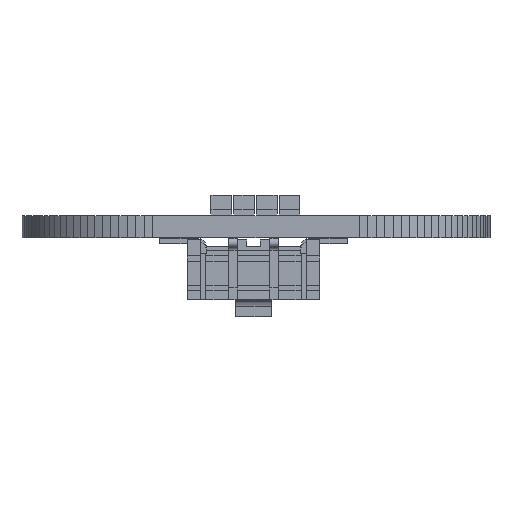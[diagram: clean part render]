
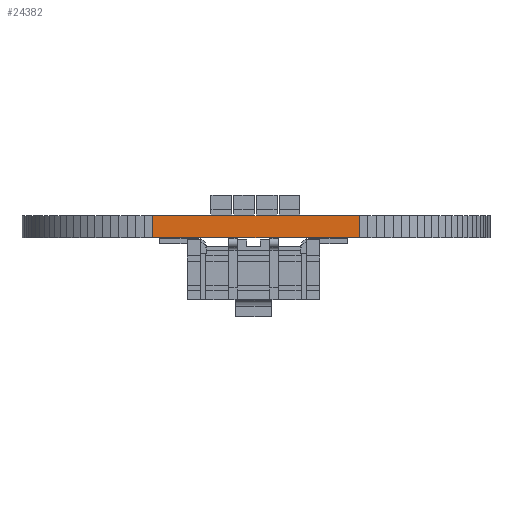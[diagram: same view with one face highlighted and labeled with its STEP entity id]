
A CAD part, front view. The second image highlights one B-rep face of the part: STEP entity #24382.
In plain terms, the highlighted planar face has unit normal (0, -1, 0).
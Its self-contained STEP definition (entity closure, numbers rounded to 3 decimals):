
#16735 = PLANE('',#16736);
#16736 = AXIS2_PLACEMENT_3D('',#16737,#16738,#16739);
#16737 = CARTESIAN_POINT('',(52.,-43.5,1.6));
#16738 = DIRECTION('',(-0.,-0.,-1.));
#16739 = DIRECTION('',(-1.,0.,0.));
#16789 = PLANE('',#16790);
#16790 = AXIS2_PLACEMENT_3D('',#16791,#16792,#16793);
#16791 = CARTESIAN_POINT('',(52.,-43.5,0.));
#16792 = DIRECTION('',(-0.,-0.,-1.));
#16793 = DIRECTION('',(-1.,0.,0.));
#18186 = VERTEX_POINT('',#18187);
#18187 = CARTESIAN_POINT('',(59.5,-53.,0.));
#18201 = PLANE('',#18202);
#18202 = AXIS2_PLACEMENT_3D('',#18203,#18204,#18205);
#18203 = CARTESIAN_POINT('',(60.121,-52.98,0.));
#18204 = DIRECTION('',(0.033,-0.999,0.));
#18205 = DIRECTION('',(-0.999,-0.033,0.));
#18213 = EDGE_CURVE('',#18186,#18214,#18216,.T.);
#18214 = VERTEX_POINT('',#18215);
#18215 = CARTESIAN_POINT('',(44.5,-53.,0.));
#18216 = SURFACE_CURVE('',#18217,(#18221,#18228),.PCURVE_S1.);
#18217 = LINE('',#18218,#18219);
#18218 = CARTESIAN_POINT('',(59.5,-53.,0.));
#18219 = VECTOR('',#18220,1.);
#18220 = DIRECTION('',(-1.,0.,0.));
#18221 = PCURVE('',#16789,#18222);
#18222 = DEFINITIONAL_REPRESENTATION('',(#18223),#18227);
#18223 = LINE('',#18224,#18225);
#18224 = CARTESIAN_POINT('',(-7.5,-9.5));
#18225 = VECTOR('',#18226,1.);
#18226 = DIRECTION('',(1.,0.));
#18227 = ( GEOMETRIC_REPRESENTATION_CONTEXT(2) 
PARAMETRIC_REPRESENTATION_CONTEXT() REPRESENTATION_CONTEXT('2D SPACE',''
  ) );
#18228 = PCURVE('',#18229,#18234);
#18229 = PLANE('',#18230);
#18230 = AXIS2_PLACEMENT_3D('',#18231,#18232,#18233);
#18231 = CARTESIAN_POINT('',(59.5,-53.,0.));
#18232 = DIRECTION('',(0.,-1.,0.));
#18233 = DIRECTION('',(-1.,0.,0.));
#18234 = DEFINITIONAL_REPRESENTATION('',(#18235),#18239);
#18235 = LINE('',#18236,#18237);
#18236 = CARTESIAN_POINT('',(0.,-0.));
#18237 = VECTOR('',#18238,1.);
#18238 = DIRECTION('',(1.,0.));
#18239 = ( GEOMETRIC_REPRESENTATION_CONTEXT(2) 
PARAMETRIC_REPRESENTATION_CONTEXT() REPRESENTATION_CONTEXT('2D SPACE',''
  ) );
#18257 = PLANE('',#18258);
#18258 = AXIS2_PLACEMENT_3D('',#18259,#18260,#18261);
#18259 = CARTESIAN_POINT('',(44.5,-53.,0.));
#18260 = DIRECTION('',(-0.033,-0.999,0.));
#18261 = DIRECTION('',(-0.999,0.033,0.));
#20695 = VERTEX_POINT('',#20696);
#20696 = CARTESIAN_POINT('',(59.5,-53.,1.6));
#20717 = EDGE_CURVE('',#20695,#20718,#20720,.T.);
#20718 = VERTEX_POINT('',#20719);
#20719 = CARTESIAN_POINT('',(44.5,-53.,1.6));
#20720 = SURFACE_CURVE('',#20721,(#20725,#20732),.PCURVE_S1.);
#20721 = LINE('',#20722,#20723);
#20722 = CARTESIAN_POINT('',(59.5,-53.,1.6));
#20723 = VECTOR('',#20724,1.);
#20724 = DIRECTION('',(-1.,0.,0.));
#20725 = PCURVE('',#16735,#20726);
#20726 = DEFINITIONAL_REPRESENTATION('',(#20727),#20731);
#20727 = LINE('',#20728,#20729);
#20728 = CARTESIAN_POINT('',(-7.5,-9.5));
#20729 = VECTOR('',#20730,1.);
#20730 = DIRECTION('',(1.,0.));
#20731 = ( GEOMETRIC_REPRESENTATION_CONTEXT(2) 
PARAMETRIC_REPRESENTATION_CONTEXT() REPRESENTATION_CONTEXT('2D SPACE',''
  ) );
#20732 = PCURVE('',#18229,#20733);
#20733 = DEFINITIONAL_REPRESENTATION('',(#20734),#20738);
#20734 = LINE('',#20735,#20736);
#20735 = CARTESIAN_POINT('',(0.,-1.6));
#20736 = VECTOR('',#20737,1.);
#20737 = DIRECTION('',(1.,0.));
#20738 = ( GEOMETRIC_REPRESENTATION_CONTEXT(2) 
PARAMETRIC_REPRESENTATION_CONTEXT() REPRESENTATION_CONTEXT('2D SPACE',''
  ) );
#24334 = EDGE_CURVE('',#18186,#20695,#24335,.T.);
#24335 = SURFACE_CURVE('',#24336,(#24340,#24347),.PCURVE_S1.);
#24336 = LINE('',#24337,#24338);
#24337 = CARTESIAN_POINT('',(59.5,-53.,0.));
#24338 = VECTOR('',#24339,1.);
#24339 = DIRECTION('',(0.,0.,1.));
#24340 = PCURVE('',#18201,#24341);
#24341 = DEFINITIONAL_REPRESENTATION('',(#24342),#24346);
#24342 = LINE('',#24343,#24344);
#24343 = CARTESIAN_POINT('',(0.622,0.));
#24344 = VECTOR('',#24345,1.);
#24345 = DIRECTION('',(0.,-1.));
#24346 = ( GEOMETRIC_REPRESENTATION_CONTEXT(2) 
PARAMETRIC_REPRESENTATION_CONTEXT() REPRESENTATION_CONTEXT('2D SPACE',''
  ) );
#24347 = PCURVE('',#18229,#24348);
#24348 = DEFINITIONAL_REPRESENTATION('',(#24349),#24353);
#24349 = LINE('',#24350,#24351);
#24350 = CARTESIAN_POINT('',(0.,-0.));
#24351 = VECTOR('',#24352,1.);
#24352 = DIRECTION('',(0.,-1.));
#24353 = ( GEOMETRIC_REPRESENTATION_CONTEXT(2) 
PARAMETRIC_REPRESENTATION_CONTEXT() REPRESENTATION_CONTEXT('2D SPACE',''
  ) );
#24382 = ADVANCED_FACE('',(#24383),#18229,.T.);
#24383 = FACE_BOUND('',#24384,.T.);
#24384 = EDGE_LOOP('',(#24385,#24386,#24387,#24408));
#24385 = ORIENTED_EDGE('',*,*,#24334,.T.);
#24386 = ORIENTED_EDGE('',*,*,#20717,.T.);
#24387 = ORIENTED_EDGE('',*,*,#24388,.F.);
#24388 = EDGE_CURVE('',#18214,#20718,#24389,.T.);
#24389 = SURFACE_CURVE('',#24390,(#24394,#24401),.PCURVE_S1.);
#24390 = LINE('',#24391,#24392);
#24391 = CARTESIAN_POINT('',(44.5,-53.,0.));
#24392 = VECTOR('',#24393,1.);
#24393 = DIRECTION('',(0.,0.,1.));
#24394 = PCURVE('',#18229,#24395);
#24395 = DEFINITIONAL_REPRESENTATION('',(#24396),#24400);
#24396 = LINE('',#24397,#24398);
#24397 = CARTESIAN_POINT('',(15.,0.));
#24398 = VECTOR('',#24399,1.);
#24399 = DIRECTION('',(0.,-1.));
#24400 = ( GEOMETRIC_REPRESENTATION_CONTEXT(2) 
PARAMETRIC_REPRESENTATION_CONTEXT() REPRESENTATION_CONTEXT('2D SPACE',''
  ) );
#24401 = PCURVE('',#18257,#24402);
#24402 = DEFINITIONAL_REPRESENTATION('',(#24403),#24407);
#24403 = LINE('',#24404,#24405);
#24404 = CARTESIAN_POINT('',(0.,0.));
#24405 = VECTOR('',#24406,1.);
#24406 = DIRECTION('',(0.,-1.));
#24407 = ( GEOMETRIC_REPRESENTATION_CONTEXT(2) 
PARAMETRIC_REPRESENTATION_CONTEXT() REPRESENTATION_CONTEXT('2D SPACE',''
  ) );
#24408 = ORIENTED_EDGE('',*,*,#18213,.F.);
